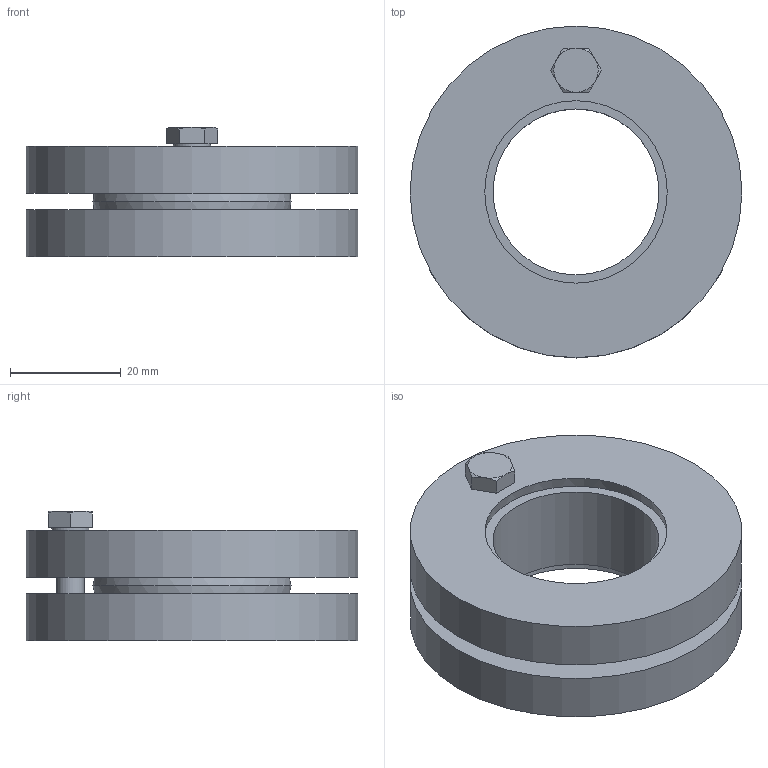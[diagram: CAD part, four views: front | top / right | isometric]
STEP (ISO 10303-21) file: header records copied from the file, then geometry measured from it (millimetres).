
FILE_DESCRIPTION((''),'2;1');
FILE_NAME('BIKON 1029-030-71.stp','2011-09-07T12:41:43',('kr'),(''),'Autodesk Inventor 2011','Autodesk Inventor 2011','');
FILE_SCHEMA(('AUTOMOTIVE_DESIGN { 1 0 10303 214 1 1 1 1 }'));
Length unit declared in the file: millimetre
Products named in the file (5): BIKON 1029-030-71; Volumenkörper1_3; Volumenkörper2_3; Volumenkörper3_3; DIN 933 - ersetzt durch DIN EN 24017 M5  x 16
Assembly tree (4 placements, depth 2):
  BIKON 1029-030-71
    Volumenkörper1_3
    Volumenkörper2_3
    Volumenkörper3_3
    DIN 933 - ersetzt durch DIN EN 24017 M5  x 16
Bounding box: 60 x 60 x 23.5 mm (x, y, z)
Volume: 36435.7 mm3; surface area: 16937.1 mm2
Topology: 4 solids, 4 shells, 36 faces, 70 edges, 44 vertices
Faces by surface type: plane 16, cone 12, cylinder 8
Full cylindrical faces by diameter (mm): 4.134 x1, 4.567 x1, 5 x1, 5.5 x1, 6.7 x1, 30 x1, 60 x2
Entity records: 989 total; most frequent: CARTESIAN_POINT 165, DIRECTION 162, ORIENTED_EDGE 108, AXIS2_PLACEMENT_3D 75, EDGE_LOOP 62, EDGE_CURVE 54, VERTEX_POINT 42, FACE_OUTER_BOUND 36
